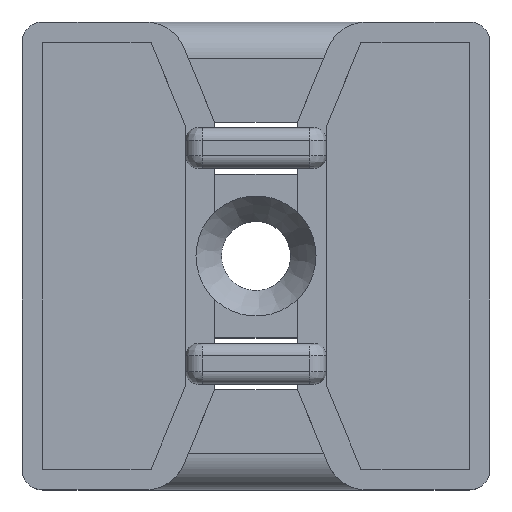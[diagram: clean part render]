
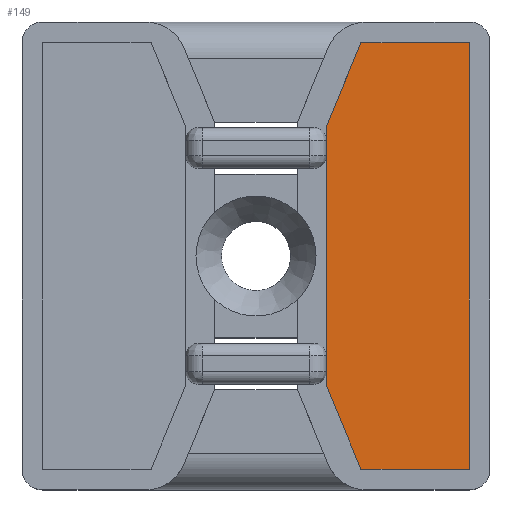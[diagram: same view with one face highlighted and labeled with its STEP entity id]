
A CAD part, top view. The second image highlights one B-rep face of the part: STEP entity #149.
In plain terms, the highlighted planar face has unit normal (0, 0, 1).
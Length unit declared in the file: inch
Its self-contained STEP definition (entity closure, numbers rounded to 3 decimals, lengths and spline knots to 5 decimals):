
#149=ADVANCED_FACE('',(#284),#235,.F.);
#235=PLANE('',#1755);
#284=FACE_OUTER_BOUND('',#370,.T.);
#370=EDGE_LOOP('',(#542,#543,#544,#545,#546,#547));
#542=ORIENTED_EDGE('',*,*,#1180,.F.);
#543=ORIENTED_EDGE('',*,*,#1181,.T.);
#544=ORIENTED_EDGE('',*,*,#1182,.T.);
#545=ORIENTED_EDGE('',*,*,#1183,.T.);
#546=ORIENTED_EDGE('',*,*,#1184,.F.);
#547=ORIENTED_EDGE('',*,*,#1185,.F.);
#1026=VERTEX_POINT('',#2406);
#1027=VERTEX_POINT('',#2407);
#1028=VERTEX_POINT('',#2409);
#1029=VERTEX_POINT('',#2411);
#1030=VERTEX_POINT('',#2413);
#1031=VERTEX_POINT('',#2415);
#1180=EDGE_CURVE('',#1026,#1027,#1422,.T.);
#1181=EDGE_CURVE('',#1026,#1028,#1423,.T.);
#1182=EDGE_CURVE('',#1028,#1029,#1424,.T.);
#1183=EDGE_CURVE('',#1029,#1030,#1425,.T.);
#1184=EDGE_CURVE('',#1031,#1030,#1426,.T.);
#1185=EDGE_CURVE('',#1027,#1031,#1427,.T.);
#1422=LINE('',#2405,#1598);
#1423=LINE('',#2408,#1599);
#1424=LINE('',#2410,#1600);
#1425=LINE('',#2412,#1601);
#1426=LINE('',#2414,#1602);
#1427=LINE('',#2416,#1603);
#1598=VECTOR('',#1926,1.);
#1599=VECTOR('',#1927,1.);
#1600=VECTOR('',#1928,1.);
#1601=VECTOR('',#1929,1.);
#1602=VECTOR('',#1930,1.);
#1603=VECTOR('',#1931,1.);
#1755=AXIS2_PLACEMENT_3D('',#2417,#1932,#1933);
#1926=DIRECTION('',(-0.382,0.924,0.));
#1927=DIRECTION('',(1.,0.,0.));
#1928=DIRECTION('',(0.,1.,0.));
#1929=DIRECTION('',(-1.,0.,0.));
#1930=DIRECTION('',(0.382,0.924,0.));
#1931=DIRECTION('',(0.,1.,0.));
#1932=DIRECTION('',(0.,0.,-1.));
#1933=DIRECTION('',(-1.,0.,0.));
#2405=CARTESIAN_POINT('',(0.81844,0.05,0.05));
#2406=CARTESIAN_POINT('',(0.81844,0.05,0.05));
#2407=CARTESIAN_POINT('',(0.735,0.25192,0.05));
#2408=CARTESIAN_POINT('',(0.565,0.05,0.05));
#2409=CARTESIAN_POINT('',(1.08,0.05,0.05));
#2410=CARTESIAN_POINT('',(1.08,0.565,0.05));
#2411=CARTESIAN_POINT('',(1.08,1.08,0.05));
#2412=CARTESIAN_POINT('',(0.565,1.08,0.05));
#2413=CARTESIAN_POINT('',(0.81844,1.08,0.05));
#2414=CARTESIAN_POINT('',(0.735,0.87808,0.05));
#2415=CARTESIAN_POINT('',(0.735,0.87808,0.05));
#2416=CARTESIAN_POINT('',(0.735,0.25192,0.05));
#2417=CARTESIAN_POINT('',(0.565,0.565,0.05));
